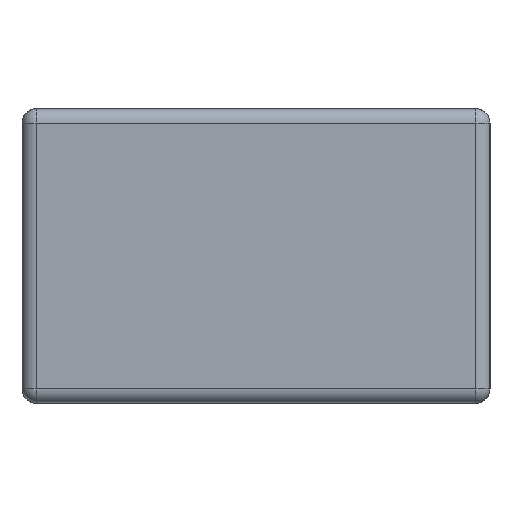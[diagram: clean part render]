
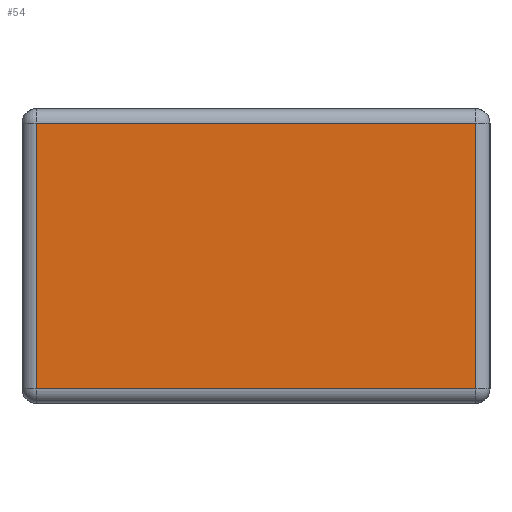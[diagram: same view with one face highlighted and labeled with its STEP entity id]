
A CAD part, left-side view. The second image highlights one B-rep face of the part: STEP entity #54.
In plain terms, the highlighted planar face has unit normal (-1, 0, 0).
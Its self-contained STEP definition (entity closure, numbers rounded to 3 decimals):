
#54 = ADVANCED_FACE ( 'NONE', ( #3182 ), #1649, .F. ) ;
#89 = VECTOR ( 'NONE', #1821, 1000. ) ;
#186 = CARTESIAN_POINT ( 'NONE',  ( -2.26, 0.76, 0.05 ) ) ;
#194 = ORIENTED_EDGE ( 'NONE', *, *, #3575, .T. ) ;
#278 = CARTESIAN_POINT ( 'NONE',  ( -2.26, 0.76, 2.699 ) ) ;
#421 = DIRECTION ( 'NONE',  ( 0., 1., 0. ) ) ;
#771 = CARTESIAN_POINT ( 'NONE',  ( -2.26, -0.76, 0.97 ) ) ;
#986 = AXIS2_PLACEMENT_3D ( 'NONE', #2040, #1687, #1702 ) ;
#1167 = VECTOR ( 'NONE', #421, 1000. ) ;
#1219 = VECTOR ( 'NONE', #4845, 1000. ) ;
#1276 = VERTEX_POINT ( 'NONE', #771 ) ;
#1505 = VERTEX_POINT ( 'NONE', #3317 ) ;
#1518 = LINE ( 'NONE', #2294, #1167 ) ;
#1649 = PLANE ( 'NONE',  #986 ) ;
#1687 = DIRECTION ( 'NONE',  ( 1., 0., 0. ) ) ;
#1702 = DIRECTION ( 'NONE',  ( 0., 0., -1. ) ) ;
#1821 = DIRECTION ( 'NONE',  ( 0., 0., -1. ) ) ;
#1851 = CARTESIAN_POINT ( 'NONE',  ( -2.26, -0.81, 0.05 ) ) ;
#1983 = EDGE_CURVE ( 'NONE', #1276, #4423, #1518, .T. ) ;
#2024 = ORIENTED_EDGE ( 'NONE', *, *, #3156, .T. ) ;
#2040 = CARTESIAN_POINT ( 'NONE',  ( -2.26, 0.81, 2.699 ) ) ;
#2148 = LINE ( 'NONE', #278, #89 ) ;
#2294 = CARTESIAN_POINT ( 'NONE',  ( -2.26, 0.81, 0.97 ) ) ;
#2429 = EDGE_CURVE ( 'NONE', #1505, #1276, #4151, .T. ) ;
#3037 = EDGE_LOOP ( 'NONE', ( #2024, #4488, #4205, #194 ) ) ;
#3156 = EDGE_CURVE ( 'NONE', #4082, #1505, #3500, .T. ) ;
#3182 = FACE_OUTER_BOUND ( 'NONE', #3037, .T. ) ;
#3244 = VECTOR ( 'NONE', #4638, 1000. ) ;
#3317 = CARTESIAN_POINT ( 'NONE',  ( -2.26, -0.76, 0.05 ) ) ;
#3500 = LINE ( 'NONE', #1851, #3244 ) ;
#3575 = EDGE_CURVE ( 'NONE', #4423, #4082, #2148, .T. ) ;
#4082 = VERTEX_POINT ( 'NONE', #186 ) ;
#4084 = CARTESIAN_POINT ( 'NONE',  ( -2.26, -0.76, 2.699 ) ) ;
#4151 = LINE ( 'NONE', #4084, #1219 ) ;
#4205 = ORIENTED_EDGE ( 'NONE', *, *, #1983, .T. ) ;
#4423 = VERTEX_POINT ( 'NONE', #4530 ) ;
#4488 = ORIENTED_EDGE ( 'NONE', *, *, #2429, .T. ) ;
#4530 = CARTESIAN_POINT ( 'NONE',  ( -2.26, 0.76, 0.97 ) ) ;
#4638 = DIRECTION ( 'NONE',  ( 0., -1., 0. ) ) ;
#4845 = DIRECTION ( 'NONE',  ( 0., 0., 1. ) ) ;
